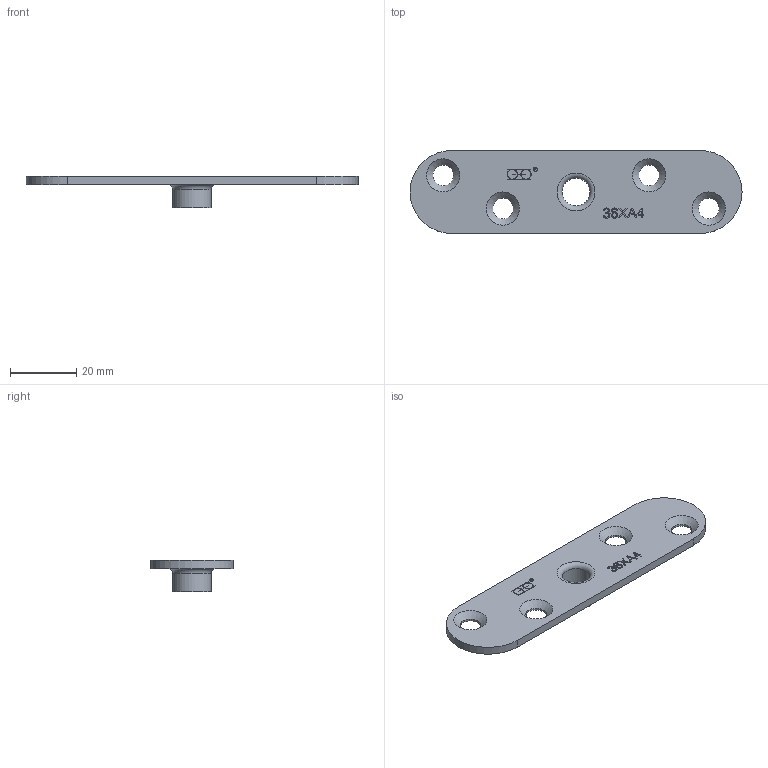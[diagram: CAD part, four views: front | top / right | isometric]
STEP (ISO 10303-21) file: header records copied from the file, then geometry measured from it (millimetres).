
FILE_DESCRIPTION(/* description */ (''),/* implementation_level */ '2;1');
FILE_NAME(/* name */ '36XA4.stp',/* time_stamp */ '2019-08-23T07:37:06+02:00',/* author */ ('marc'),/* organization */ (''),/* preprocessor_version */ 'ST-DEVELOPER v17.2',/* originating_system */ 'Autodesk Inventor 2019',/* authorisation */ '');
FILE_SCHEMA (('AUTOMOTIVE_DESIGN { 1 0 10303 214 3 1 1 }'));
Length unit declared in the file: millimetre
Products named in the file (1): 36XA4
Bounding box: 100 x 25 x 9.5 mm (x, y, z)
Volume: 5637.4 mm3; surface area: 5655.1 mm2
Topology: 1 solids, 1 shells, 155 faces, 408 edges, 273 vertices
Faces by surface type: plane 94, bspline 35, cylinder 20, cone 4, torus 2
Full cylindrical faces by diameter (mm): 1.151 x1, 1.25 x1, 6.2 x4, 8.376 x1, 11.5 x1
Entity records: 5061 total; most frequent: CARTESIAN_POINT 1339, ORIENTED_EDGE 816, DIRECTION 637, EDGE_CURVE 408, LINE 281, VECTOR 281, VERTEX_POINT 273, EDGE_LOOP 183
